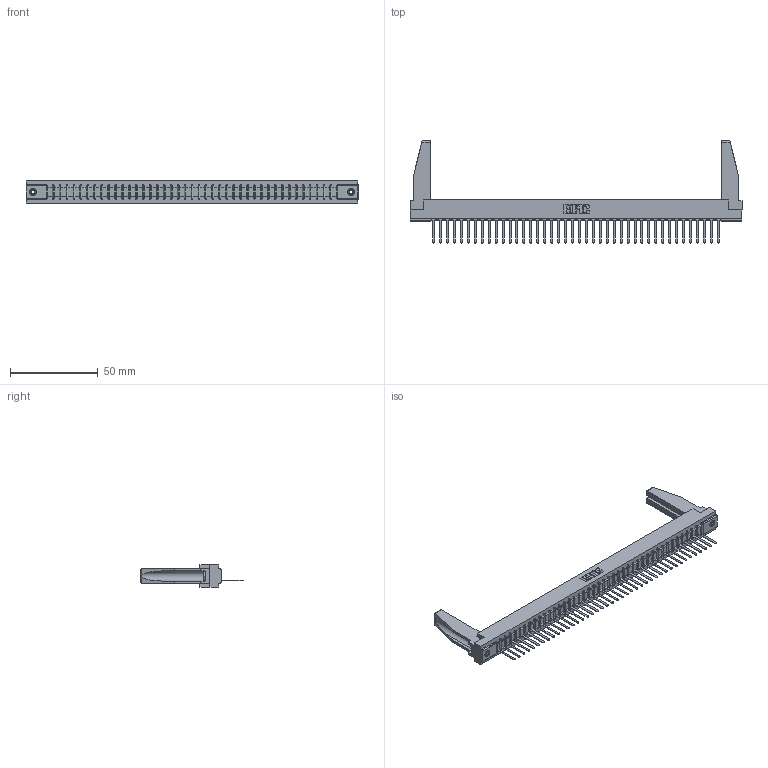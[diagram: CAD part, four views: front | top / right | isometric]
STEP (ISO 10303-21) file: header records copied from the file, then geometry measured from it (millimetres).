
FILE_DESCRIPTION (( 'STEP AP203' ), '1' );
FILE_NAME ('357-042-441-178.STEP', '2020-10-03T11:00:33', ( '' ), ( '' ), 'SwSTEP 2.0', 'SolidWorks 2020', '' );
FILE_SCHEMA (( 'CONFIG_CONTROL_DESIGN' ));
Length unit declared in the file: inch
Products named in the file (5): 307 Part_.156 Dia Mounting Holes; 307-290-002_541; 357-042-441-178; 345-250-001_345-250-001-102; 307-220-078
Assembly tree (47 placements, depth 2):
  357-042-441-178
    307 Part_.156 Dia Mounting Holes
    307-290-002_541  x42
    307-220-078  x2
    345-250-001_345-250-001-102  x2
Bounding box: 189.43 x 58.29 x 12.7 mm (x, y, z)
Volume: 24383.6 mm3; surface area: 30225.9 mm2
Topology: 47 solids, 47 shells, 3399 faces, 10397 edges, 6806 vertices
Faces by surface type: plane 2044, cylinder 1253, sphere 86, cone 12, torus 4
Entity records: 39163 total; most frequent: CARTESIAN_POINT 6606, ORIENTED_EDGE 6552, DIRECTION 6374, EDGE_CURVE 3276, VECTOR 2514, LINE 2514, VERTEX_POINT 2120, AXIS2_PLACEMENT_3D 1930
